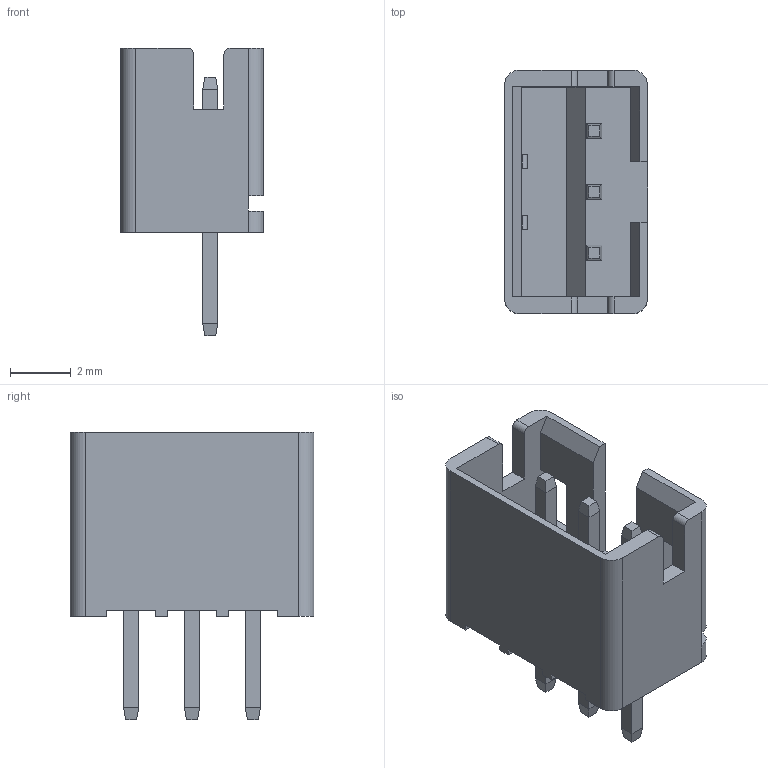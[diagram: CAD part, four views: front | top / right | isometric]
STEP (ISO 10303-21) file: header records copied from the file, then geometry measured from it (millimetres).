
FILE_DESCRIPTION(('FreeCAD Model'),'2;1');
FILE_NAME('Open CASCADE Shape Model','2024-04-23T14:04:04',( 'kicad StepUp'),('ksu MCAD'),'Open CASCADE STEP processor 7.6', 'FreeCAD','Unknown');
FILE_SCHEMA(('AUTOMOTIVE_DESIGN { 1 0 10303 214 1 1 1 1 }'));
Length unit declared in the file: millimetre
Products named in the file (1): Compound
Bounding box: 4.7 x 8 x 9.45 mm (x, y, z)
Volume: 99.5 mm3; surface area: 374.1 mm2
Topology: 4 solids, 4 shells, 123 faces, 323 edges, 206 vertices
Faces by surface type: plane 111, cylinder 12
Entity records: 4623 total; most frequent: CARTESIAN_POINT 653, ORIENTED_EDGE 646, DIRECTION 595, EDGE_CURVE 323, LINE 299, VECTOR 299, VERTEX_POINT 206, AXIS2_PLACEMENT_3D 148
